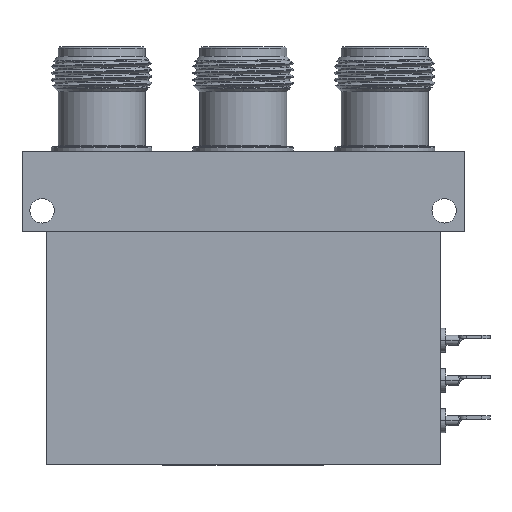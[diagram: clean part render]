
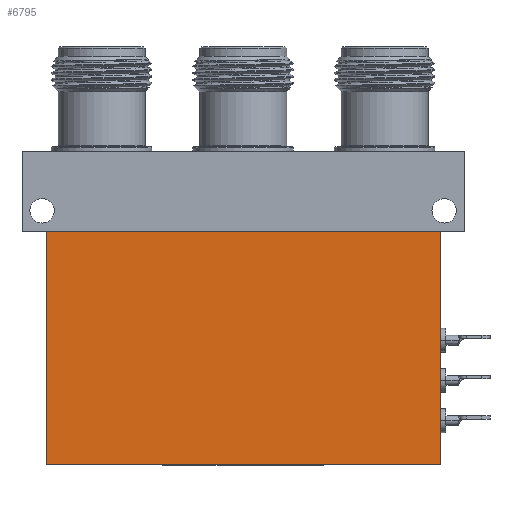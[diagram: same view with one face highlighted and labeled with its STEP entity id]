
A CAD part, front view. The second image highlights one B-rep face of the part: STEP entity #6795.
In plain terms, the highlighted planar face has unit normal (0, -1, 0).
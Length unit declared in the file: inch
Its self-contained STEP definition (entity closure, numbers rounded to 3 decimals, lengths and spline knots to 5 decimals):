
#704 = ORIENTED_EDGE ( 'NONE', *, *, #13244, .F. ) ;
#1936 = VERTEX_POINT ( 'NONE', #8747 ) ;
#2159 = VECTOR ( 'NONE', #20968, 39.37008 ) ;
#2501 = LINE ( 'NONE', #6315, #6716 ) ;
#3064 = VERTEX_POINT ( 'NONE', #4413 ) ;
#4413 = CARTESIAN_POINT ( 'NONE',  ( -1.225, -0.45, 0.725 ) ) ;
#5495 = EDGE_CURVE ( 'NONE', #6592, #1936, #2501, .T. ) ;
#5929 = CARTESIAN_POINT ( 'NONE',  ( 1.225, -0.45, -0.725 ) ) ;
#6315 = CARTESIAN_POINT ( 'NONE',  ( -1.225, -0.45, -0.725 ) ) ;
#6446 = VECTOR ( 'NONE', #10251, 39.37008 ) ;
#6592 = VERTEX_POINT ( 'NONE', #5929 ) ;
#6716 = VECTOR ( 'NONE', #20572, 39.37008 ) ;
#6795 = ADVANCED_FACE ( 'NONE', ( #8896 ), #17667, .T. ) ;
#7016 = DIRECTION ( 'NONE',  ( 0., -1., 0. ) ) ;
#8453 = CARTESIAN_POINT ( 'NONE',  ( -1.225, -0.45, 0.725 ) ) ;
#8747 = CARTESIAN_POINT ( 'NONE',  ( -1.225, -0.45, -0.725 ) ) ;
#8896 = FACE_OUTER_BOUND ( 'NONE', #21640, .T. ) ;
#9486 = CARTESIAN_POINT ( 'NONE',  ( 1.225, -0.45, 0.725 ) ) ;
#9841 = EDGE_CURVE ( 'NONE', #3064, #20612, #11548, .T. ) ;
#9947 = CARTESIAN_POINT ( 'NONE',  ( -1.225, -0.45, 0.725 ) ) ;
#10114 = ORIENTED_EDGE ( 'NONE', *, *, #5495, .F. ) ;
#10251 = DIRECTION ( 'NONE',  ( 0., 0., 1. ) ) ;
#10857 = LINE ( 'NONE', #13963, #2159 ) ;
#11548 = LINE ( 'NONE', #9947, #13237 ) ;
#12071 = DIRECTION ( 'NONE',  ( 0., 0., -1. ) ) ;
#13237 = VECTOR ( 'NONE', #19048, 39.37008 ) ;
#13244 = EDGE_CURVE ( 'NONE', #1936, #3064, #22612, .T. ) ;
#13963 = CARTESIAN_POINT ( 'NONE',  ( 1.225, -0.45, 0.725 ) ) ;
#15295 = ORIENTED_EDGE ( 'NONE', *, *, #22483, .F. ) ;
#17667 = PLANE ( 'NONE',  #19951 ) ;
#19048 = DIRECTION ( 'NONE',  ( 1., 0., 0. ) ) ;
#19140 = ORIENTED_EDGE ( 'NONE', *, *, #9841, .F. ) ;
#19951 = AXIS2_PLACEMENT_3D ( 'NONE', #22924, #7016, #12071 ) ;
#20572 = DIRECTION ( 'NONE',  ( -1., 0., 0. ) ) ;
#20612 = VERTEX_POINT ( 'NONE', #9486 ) ;
#20968 = DIRECTION ( 'NONE',  ( 0., 0., -1. ) ) ;
#21640 = EDGE_LOOP ( 'NONE', ( #15295, #19140, #704, #10114 ) ) ;
#22483 = EDGE_CURVE ( 'NONE', #20612, #6592, #10857, .T. ) ;
#22612 = LINE ( 'NONE', #8453, #6446 ) ;
#22924 = CARTESIAN_POINT ( 'NONE',  ( 0., -0.45, 0. ) ) ;
